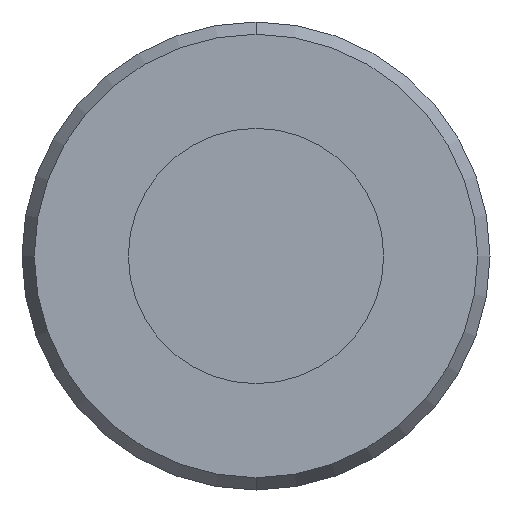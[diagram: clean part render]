
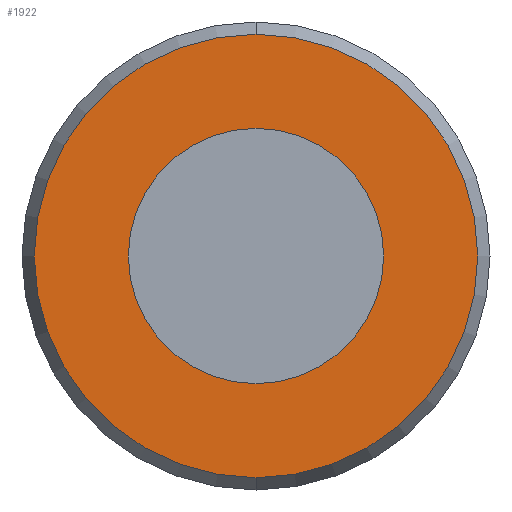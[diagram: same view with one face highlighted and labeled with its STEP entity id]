
A CAD part, front view. The second image highlights one B-rep face of the part: STEP entity #1922.
In plain terms, the highlighted planar face has unit normal (0, -1, 0).
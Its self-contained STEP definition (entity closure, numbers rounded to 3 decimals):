
#118 = EDGE_LOOP ( 'NONE', ( #320, #1131 ) ) ;
#121 = CARTESIAN_POINT ( 'NONE',  ( 0., 0., 2.606 ) ) ;
#320 = ORIENTED_EDGE ( 'NONE', *, *, #2254, .F. ) ;
#347 = DIRECTION ( 'NONE',  ( 0., -1., 0. ) ) ;
#349 = VERTEX_POINT ( 'NONE', #3197 ) ;
#356 = DIRECTION ( 'NONE',  ( 0., -1., 0. ) ) ;
#417 = DIRECTION ( 'NONE',  ( 0., 0., 1. ) ) ;
#556 = EDGE_CURVE ( 'NONE', #1217, #2909, #3152, .T. ) ;
#631 = DIRECTION ( 'NONE',  ( 0., 0., -1. ) ) ;
#768 = CARTESIAN_POINT ( 'NONE',  ( 0., 0., -2.606 ) ) ;
#772 = AXIS2_PLACEMENT_3D ( 'NONE', #2504, #1022, #1252 ) ;
#793 = DIRECTION ( 'NONE',  ( 0., -1., 0. ) ) ;
#914 = FACE_BOUND ( 'NONE', #118, .T. ) ;
#988 = CIRCLE ( 'NONE', #1388, 1.5 ) ;
#1022 = DIRECTION ( 'NONE',  ( 0., -1., 0. ) ) ;
#1131 = ORIENTED_EDGE ( 'NONE', *, *, #2408, .F. ) ;
#1217 = VERTEX_POINT ( 'NONE', #768 ) ;
#1252 = DIRECTION ( 'NONE',  ( 0., 0., -1. ) ) ;
#1271 = CARTESIAN_POINT ( 'NONE',  ( 0., 0., 1.5 ) ) ;
#1283 = VERTEX_POINT ( 'NONE', #1271 ) ;
#1388 = AXIS2_PLACEMENT_3D ( 'NONE', #2272, #793, #1525 ) ;
#1525 = DIRECTION ( 'NONE',  ( 0., 0., -1. ) ) ;
#1639 = AXIS2_PLACEMENT_3D ( 'NONE', #1848, #347, #631 ) ;
#1771 = CIRCLE ( 'NONE', #772, 1.5 ) ;
#1803 = ORIENTED_EDGE ( 'NONE', *, *, #2680, .T. ) ;
#1848 = CARTESIAN_POINT ( 'NONE',  ( 0., 0., 0. ) ) ;
#1922 = ADVANCED_FACE ( 'NONE', ( #914, #2312 ), #2901, .F. ) ;
#1924 = CARTESIAN_POINT ( 'NONE',  ( 0., 0., 2.606 ) ) ;
#1933 = DIRECTION ( 'NONE',  ( 0., 1., 0. ) ) ;
#2097 = DIRECTION ( 'NONE',  ( 0., 0., -1. ) ) ;
#2156 = ORIENTED_EDGE ( 'NONE', *, *, #556, .T. ) ;
#2254 = EDGE_CURVE ( 'NONE', #349, #1283, #1771, .T. ) ;
#2272 = CARTESIAN_POINT ( 'NONE',  ( 0., 0., 0. ) ) ;
#2312 = FACE_OUTER_BOUND ( 'NONE', #2926, .T. ) ;
#2408 = EDGE_CURVE ( 'NONE', #1283, #349, #988, .T. ) ;
#2424 = AXIS2_PLACEMENT_3D ( 'NONE', #2826, #356, #2097 ) ;
#2504 = CARTESIAN_POINT ( 'NONE',  ( 0., 0., 0. ) ) ;
#2680 = EDGE_CURVE ( 'NONE', #2909, #1217, #2941, .T. ) ;
#2826 = CARTESIAN_POINT ( 'NONE',  ( 0., 0., 0. ) ) ;
#2901 = PLANE ( 'NONE',  #3119 ) ;
#2909 = VERTEX_POINT ( 'NONE', #121 ) ;
#2926 = EDGE_LOOP ( 'NONE', ( #1803, #2156 ) ) ;
#2941 = CIRCLE ( 'NONE', #2424, 2.606 ) ;
#3119 = AXIS2_PLACEMENT_3D ( 'NONE', #1924, #1933, #417 ) ;
#3152 = CIRCLE ( 'NONE', #1639, 2.606 ) ;
#3197 = CARTESIAN_POINT ( 'NONE',  ( 0., 0., -1.5 ) ) ;
